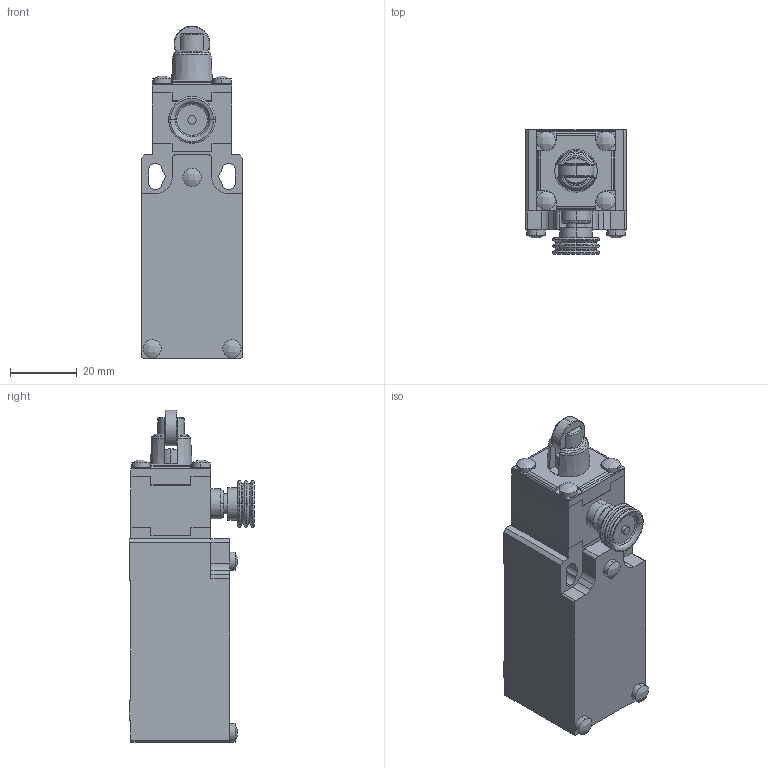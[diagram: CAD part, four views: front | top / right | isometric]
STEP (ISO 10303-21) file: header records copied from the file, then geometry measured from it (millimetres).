
FILE_DESCRIPTION (( 'STEP AP214' ), '1' );
FILE_NAME ('AP2R13X11.step', '2017-12-19T21:36:38', ( '' ), ( '' ), 'SwSTEP 2.0', 'SolidWorks 2017', '' );
FILE_SCHEMA (( 'AUTOMOTIVE_DESIGN' ));
Length unit declared in the file: inch
Products named in the file (1): AP2R13X11
Bounding box: 30.3 x 37.45 x 99.7 mm (x, y, z)
Volume: 65762 mm3; surface area: 17734.3 mm2
Topology: 5 solids, 5 shells, 267 faces, 718 edges, 471 vertices
Faces by surface type: plane 132, cylinder 86, bspline 31, torus 10, cone 8
Entity records: 9056 total; most frequent: CARTESIAN_POINT 2297, ORIENTED_EDGE 1420, DIRECTION 1393, EDGE_CURVE 710, AXIS2_PLACEMENT_3D 501, VERTEX_POINT 467, VECTOR 391, LINE 391
